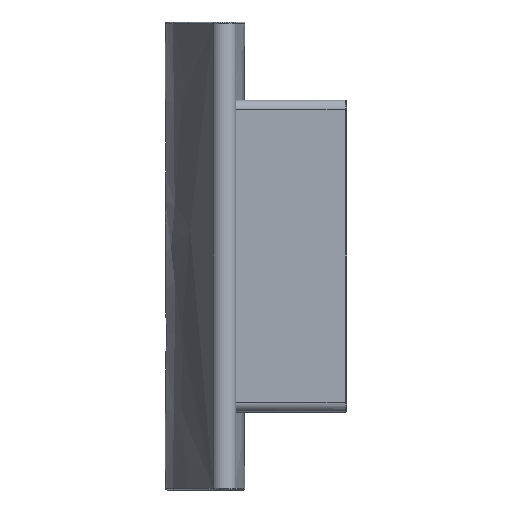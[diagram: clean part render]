
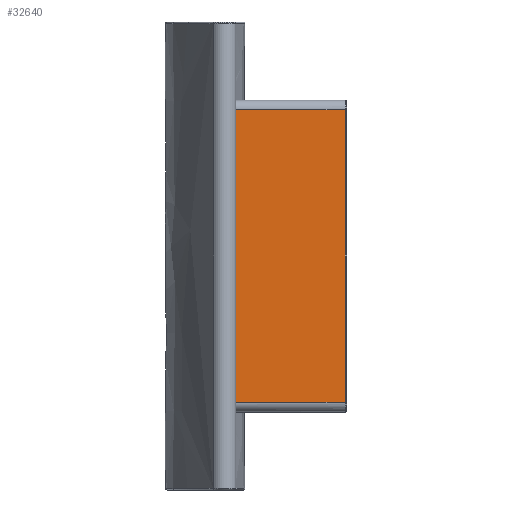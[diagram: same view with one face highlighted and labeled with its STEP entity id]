
A CAD part, left-side view. The second image highlights one B-rep face of the part: STEP entity #32640.
In plain terms, the highlighted planar face has unit normal (-1, 0, 0).
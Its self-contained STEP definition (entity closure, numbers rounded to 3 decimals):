
#32250=CARTESIAN_POINT('',(26.7,-14.639,0.));
#32260=DIRECTION('',(1.,0.,0.));
#32270=DIRECTION('',(0.,-1.,0.));
#32280=AXIS2_PLACEMENT_3D('',#32250,#32260,#32270);
#32290=PLANE('',#32280);
#32300=CARTESIAN_POINT('',(26.7,0.,-18.75));
#32310=DIRECTION('',(0.,1.,0.));
#32320=VECTOR('',#32310,1.);
#32330=LINE('',#32300,#32320);
#32340=CARTESIAN_POINT('',(26.7,-14.439,-18.75));
#32350=VERTEX_POINT('',#32340);
#32360=CARTESIAN_POINT('',(26.7,3.993,-18.75));
#32370=VERTEX_POINT('',#32360);
#32380=EDGE_CURVE('',#32350,#32370,#32330,.T.);
#32390=ORIENTED_EDGE('',*,*,#32380,.F.);
#32400=CARTESIAN_POINT('',(26.7,3.993,0.));
#32410=DIRECTION('',(0.,0.,-1.));
#32420=VECTOR('',#32410,1.);
#32430=LINE('',#32400,#32420);
#32440=CARTESIAN_POINT('',(26.7,3.993,18.75));
#32450=VERTEX_POINT('',#32440);
#32460=EDGE_CURVE('',#32450,#32370,#32430,.T.);
#32470=ORIENTED_EDGE('',*,*,#32460,.T.);
#32480=CARTESIAN_POINT('',(26.7,0.,18.75));
#32490=DIRECTION('',(0.,1.,0.));
#32500=VECTOR('',#32490,1.);
#32510=LINE('',#32480,#32500);
#32520=CARTESIAN_POINT('',(26.7,-14.439,18.75));
#32530=VERTEX_POINT('',#32520);
#32540=EDGE_CURVE('',#32530,#32450,#32510,.T.);
#32550=ORIENTED_EDGE('',*,*,#32540,.T.);
#32560=CARTESIAN_POINT('',(26.7,-14.439,0.));
#32570=DIRECTION('',(0.,0.,-1.));
#32580=VECTOR('',#32570,1.);
#32590=LINE('',#32560,#32580);
#32600=EDGE_CURVE('',#32530,#32350,#32590,.T.);
#32610=ORIENTED_EDGE('',*,*,#32600,.F.);
#32620=EDGE_LOOP('',(#32610,#32550,#32470,#32390));
#32630=FACE_OUTER_BOUND('',#32620,.T.);
#32640=ADVANCED_FACE('',(#32630),#32290,.F.);
